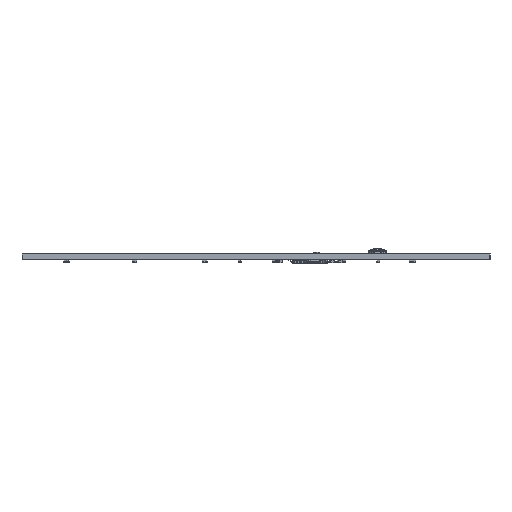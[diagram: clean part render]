
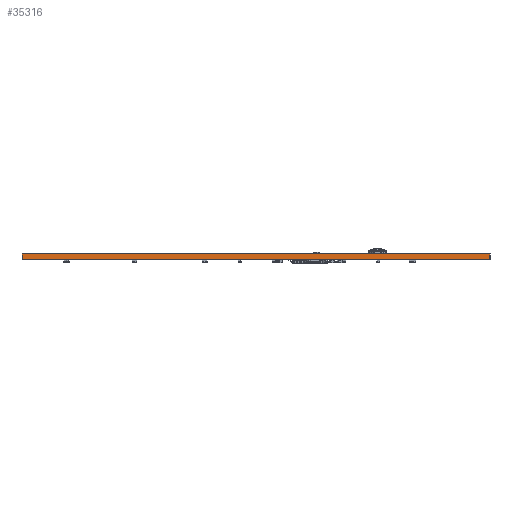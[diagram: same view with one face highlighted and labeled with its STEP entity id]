
A CAD part, left-side view. The second image highlights one B-rep face of the part: STEP entity #35316.
In plain terms, the highlighted planar face has unit normal (-1, 0, 0).
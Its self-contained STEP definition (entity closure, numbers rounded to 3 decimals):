
#35260 = VERTEX_POINT('',#35261);
#35261 = CARTESIAN_POINT('',(38.,-148.,1.6));
#35267 = EDGE_CURVE('',#35268,#35260,#35270,.T.);
#35268 = VERTEX_POINT('',#35269);
#35269 = CARTESIAN_POINT('',(38.,-148.,0.));
#35270 = LINE('',#35271,#35272);
#35271 = CARTESIAN_POINT('',(38.,-148.,0.));
#35272 = VECTOR('',#35273,1.);
#35273 = DIRECTION('',(0.,0.,1.));
#35316 = ADVANCED_FACE('',(#35317),#35342,.T.);
#35317 = FACE_BOUND('',#35318,.T.);
#35318 = EDGE_LOOP('',(#35319,#35320,#35328,#35336));
#35319 = ORIENTED_EDGE('',*,*,#35267,.T.);
#35320 = ORIENTED_EDGE('',*,*,#35321,.T.);
#35321 = EDGE_CURVE('',#35260,#35322,#35324,.T.);
#35322 = VERTEX_POINT('',#35323);
#35323 = CARTESIAN_POINT('',(38.,-18.,1.6));
#35324 = LINE('',#35325,#35326);
#35325 = CARTESIAN_POINT('',(38.,-148.,1.6));
#35326 = VECTOR('',#35327,1.);
#35327 = DIRECTION('',(0.,1.,0.));
#35328 = ORIENTED_EDGE('',*,*,#35329,.F.);
#35329 = EDGE_CURVE('',#35330,#35322,#35332,.T.);
#35330 = VERTEX_POINT('',#35331);
#35331 = CARTESIAN_POINT('',(38.,-18.,0.));
#35332 = LINE('',#35333,#35334);
#35333 = CARTESIAN_POINT('',(38.,-18.,0.));
#35334 = VECTOR('',#35335,1.);
#35335 = DIRECTION('',(0.,0.,1.));
#35336 = ORIENTED_EDGE('',*,*,#35337,.F.);
#35337 = EDGE_CURVE('',#35268,#35330,#35338,.T.);
#35338 = LINE('',#35339,#35340);
#35339 = CARTESIAN_POINT('',(38.,-148.,0.));
#35340 = VECTOR('',#35341,1.);
#35341 = DIRECTION('',(0.,1.,0.));
#35342 = PLANE('',#35343);
#35343 = AXIS2_PLACEMENT_3D('',#35344,#35345,#35346);
#35344 = CARTESIAN_POINT('',(38.,-148.,0.));
#35345 = DIRECTION('',(-1.,0.,0.));
#35346 = DIRECTION('',(0.,1.,0.));
